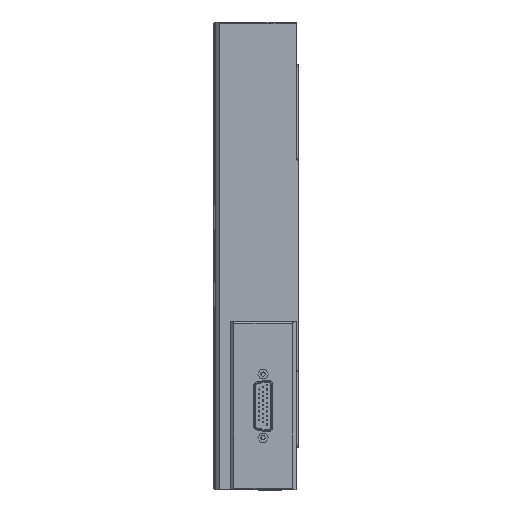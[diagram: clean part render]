
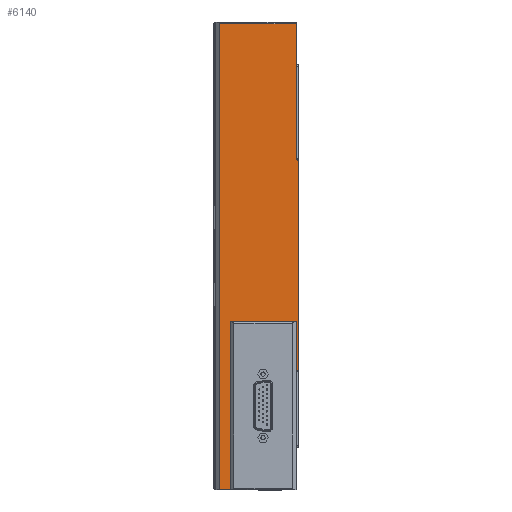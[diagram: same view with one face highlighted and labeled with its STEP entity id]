
A CAD part, left-side view. The second image highlights one B-rep face of the part: STEP entity #6140.
In plain terms, the highlighted planar face has unit normal (-1, 0, 0).
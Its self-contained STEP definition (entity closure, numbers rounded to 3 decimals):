
#844 = DIRECTION ( 'NONE',  ( 0., 0., -1. ) ) ;
#916 = LINE ( 'NONE', #29814, #12016 ) ;
#939 = VERTEX_POINT ( 'NONE', #31369 ) ;
#1088 = CARTESIAN_POINT ( 'NONE',  ( -104., 0., -60. ) ) ;
#1485 = ORIENTED_EDGE ( 'NONE', *, *, #26431, .T. ) ;
#1806 = CARTESIAN_POINT ( 'NONE',  ( -104., 1., -61.431 ) ) ;
#2228 = VERTEX_POINT ( 'NONE', #1806 ) ;
#2853 = AXIS2_PLACEMENT_3D ( 'NONE', #29979, #24907, #29346 ) ;
#3189 = VERTEX_POINT ( 'NONE', #7085 ) ;
#3368 = CARTESIAN_POINT ( 'NONE',  ( -104., 1., -122.5 ) ) ;
#4220 = AXIS2_PLACEMENT_3D ( 'NONE', #13051, #25143, #844 ) ;
#4539 = VECTOR ( 'NONE', #7687, 1000. ) ;
#4540 = LINE ( 'NONE', #31358, #10857 ) ;
#4712 = CARTESIAN_POINT ( 'NONE',  ( -104., 41., 122.5 ) ) ;
#5360 = AXIS2_PLACEMENT_3D ( 'NONE', #29705, #17492, #19737 ) ;
#5677 = DIRECTION ( 'NONE',  ( 0., 0., -1. ) ) ;
#6140 = ADVANCED_FACE ( 'NONE', ( #27135 ), #15552, .F. ) ;
#6649 = CARTESIAN_POINT ( 'NONE',  ( -104., 0., -122.5 ) ) ;
#6682 = LINE ( 'NONE', #16395, #28496 ) ;
#7085 = CARTESIAN_POINT ( 'NONE',  ( -104., 1., 51.431 ) ) ;
#7636 = CARTESIAN_POINT ( 'NONE',  ( -104., 41., 121.5 ) ) ;
#7687 = DIRECTION ( 'NONE',  ( 0., 0., -1. ) ) ;
#9031 = LINE ( 'NONE', #6649, #9379 ) ;
#9379 = VECTOR ( 'NONE', #13653, 1000. ) ;
#9531 = EDGE_CURVE ( 'NONE', #939, #23564, #9031, .T. ) ;
#9986 = VECTOR ( 'NONE', #28037, 1000. ) ;
#10857 = VECTOR ( 'NONE', #19184, 1000. ) ;
#11574 = EDGE_CURVE ( 'NONE', #18297, #18749, #4540, .T. ) ;
#11998 = LINE ( 'NONE', #4712, #4539 ) ;
#12016 = VECTOR ( 'NONE', #5677, 1000. ) ;
#12025 = ORIENTED_EDGE ( 'NONE', *, *, #15106, .F. ) ;
#13051 = CARTESIAN_POINT ( 'NONE',  ( -104., -0.524, 51.431 ) ) ;
#13594 = ORIENTED_EDGE ( 'NONE', *, *, #23061, .T. ) ;
#13653 = DIRECTION ( 'NONE',  ( 0., -1., 0. ) ) ;
#14360 = ORIENTED_EDGE ( 'NONE', *, *, #22169, .T. ) ;
#14367 = ORIENTED_EDGE ( 'NONE', *, *, #9531, .T. ) ;
#14640 = VERTEX_POINT ( 'NONE', #21352 ) ;
#15106 = EDGE_CURVE ( 'NONE', #2228, #23564, #916, .T. ) ;
#15273 = CARTESIAN_POINT ( 'NONE',  ( -104., 0., 50. ) ) ;
#15552 = PLANE ( 'NONE',  #2853 ) ;
#16109 = EDGE_CURVE ( 'NONE', #14640, #3189, #6682, .T. ) ;
#16395 = CARTESIAN_POINT ( 'NONE',  ( -104., 1., 122.5 ) ) ;
#16663 = ORIENTED_EDGE ( 'NONE', *, *, #29774, .T. ) ;
#17017 = CIRCLE ( 'NONE', #5360, 1.524 ) ;
#17492 = DIRECTION ( 'NONE',  ( 1., 0., 0. ) ) ;
#18297 = VERTEX_POINT ( 'NONE', #1088 ) ;
#18749 = VERTEX_POINT ( 'NONE', #15273 ) ;
#19184 = DIRECTION ( 'NONE',  ( 0., 0., 1. ) ) ;
#19737 = DIRECTION ( 'NONE',  ( 0., 0., -1. ) ) ;
#20471 = CARTESIAN_POINT ( 'NONE',  ( -104., 41., 121.5 ) ) ;
#21088 = ORIENTED_EDGE ( 'NONE', *, *, #16109, .F. ) ;
#21352 = CARTESIAN_POINT ( 'NONE',  ( -104., 1., 121.5 ) ) ;
#21709 = EDGE_LOOP ( 'NONE', ( #21088, #16663, #13594, #14367, #12025, #14360, #28548, #1485 ) ) ;
#22169 = EDGE_CURVE ( 'NONE', #2228, #18297, #17017, .T. ) ;
#23061 = EDGE_CURVE ( 'NONE', #27690, #939, #11998, .T. ) ;
#23564 = VERTEX_POINT ( 'NONE', #3368 ) ;
#24907 = DIRECTION ( 'NONE',  ( 1., 0., 0. ) ) ;
#25143 = DIRECTION ( 'NONE',  ( 1., 0., 0. ) ) ;
#25353 = LINE ( 'NONE', #20471, #9986 ) ;
#26431 = EDGE_CURVE ( 'NONE', #18749, #3189, #27022, .T. ) ;
#27022 = CIRCLE ( 'NONE', #4220, 1.524 ) ;
#27135 = FACE_OUTER_BOUND ( 'NONE', #21709, .T. ) ;
#27690 = VERTEX_POINT ( 'NONE', #7636 ) ;
#28037 = DIRECTION ( 'NONE',  ( 0., 1., 0. ) ) ;
#28496 = VECTOR ( 'NONE', #30973, 1000. ) ;
#28548 = ORIENTED_EDGE ( 'NONE', *, *, #11574, .T. ) ;
#29346 = DIRECTION ( 'NONE',  ( 0., 0., -1. ) ) ;
#29705 = CARTESIAN_POINT ( 'NONE',  ( -104., -0.524, -61.431 ) ) ;
#29774 = EDGE_CURVE ( 'NONE', #14640, #27690, #25353, .T. ) ;
#29814 = CARTESIAN_POINT ( 'NONE',  ( -104., 1., 122.5 ) ) ;
#29979 = CARTESIAN_POINT ( 'NONE',  ( -104., 0., 122.5 ) ) ;
#30973 = DIRECTION ( 'NONE',  ( 0., 0., -1. ) ) ;
#31358 = CARTESIAN_POINT ( 'NONE',  ( -104., 0., 50. ) ) ;
#31369 = CARTESIAN_POINT ( 'NONE',  ( -104., 41., -122.5 ) ) ;
